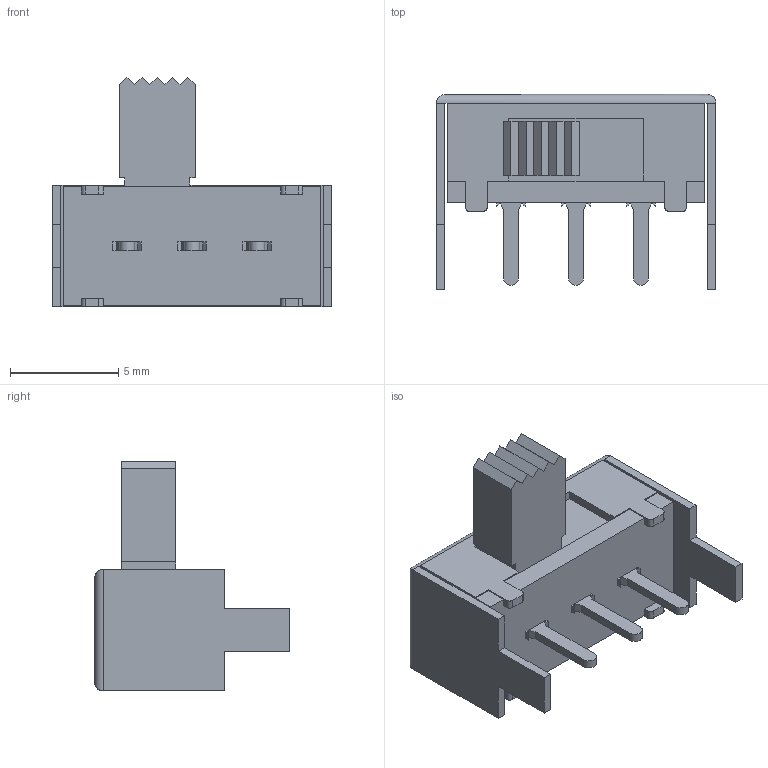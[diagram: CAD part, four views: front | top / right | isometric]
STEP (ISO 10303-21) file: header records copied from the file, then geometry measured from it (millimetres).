
FILE_DESCRIPTION (( 'STEP AP214' ), '1' );
FILE_NAME ('Same_Sky_SLW-1298856-5A-RA-N-D.step', '2025-01-07T19:03:55', ( '' ), ( '' ), 'SwSTEP 2.0', 'SolidWorks 2024', '' );
FILE_SCHEMA (( 'AUTOMOTIVE_DESIGN' ));
Length unit declared in the file: inch
Products named in the file (1): Same_Sky_SLW-1298856-5A-RA-N-D
Bounding box: 12.9 x 9 x 10.6 mm (x, y, z)
Volume: 404.5 mm3; surface area: 578.2 mm2
Topology: 1 solids, 1 shells, 136 faces, 353 edges, 222 vertices
Faces by surface type: plane 121, cylinder 15
Entity records: 4066 total; most frequent: CARTESIAN_POINT 724, ORIENTED_EDGE 706, DIRECTION 645, EDGE_CURVE 353, LINE 327, VECTOR 327, VERTEX_POINT 222, AXIS2_PLACEMENT_3D 159
